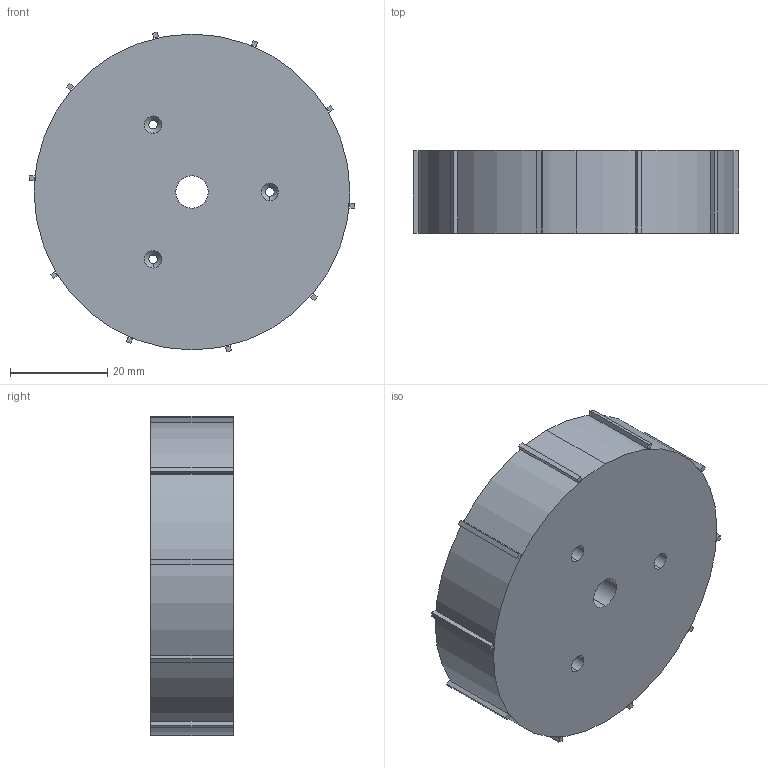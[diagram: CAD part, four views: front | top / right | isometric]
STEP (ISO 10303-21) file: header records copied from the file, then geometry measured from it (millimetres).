
FILE_DESCRIPTION (( 'STEP AP214' ), '1' );
FILE_NAME ('test wheel 1.STEP', '2024-02-05T19:40:59', ( '' ), ( '' ), 'SwSTEP 2.0', 'SolidWorks 2023', '' );
FILE_SCHEMA (( 'AUTOMOTIVE_DESIGN' ));
Length unit declared in the file: millimetre
Products named in the file (1): test wheel 1
Bounding box: 67 x 17 x 65.78 mm (x, y, z)
Volume: 23291.8 mm3; surface area: 18227.4 mm2
Topology: 11 solids, 11 shells, 119 faces, 261 edges, 170 vertices
Faces by surface type: plane 79, cylinder 34, cone 6
Entity records: 3382 total; most frequent: DIRECTION 575, CARTESIAN_POINT 551, ORIENTED_EDGE 522, EDGE_CURVE 261, AXIS2_PLACEMENT_3D 194, LINE 187, VECTOR 187, VERTEX_POINT 170
